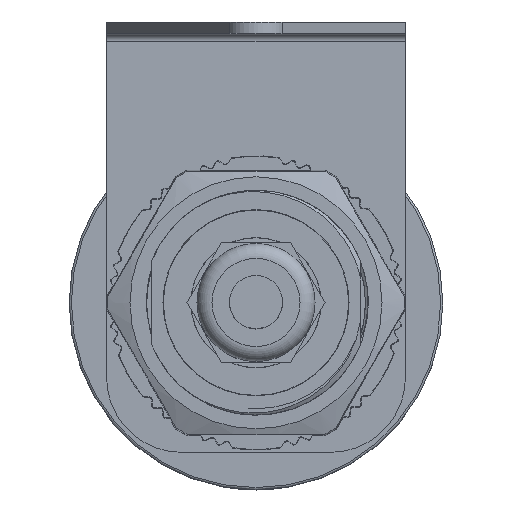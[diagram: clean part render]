
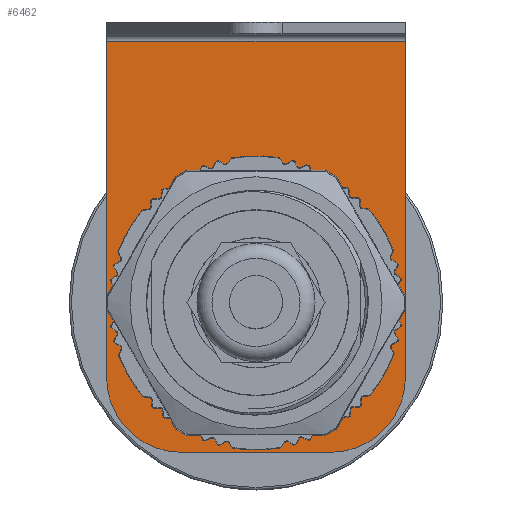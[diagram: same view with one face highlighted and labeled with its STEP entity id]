
A CAD part, top view. The second image highlights one B-rep face of the part: STEP entity #6462.
In plain terms, the highlighted planar face has unit normal (0, 0, 1).
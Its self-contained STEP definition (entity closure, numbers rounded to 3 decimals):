
#202=FACE_BOUND('',#1048,.T.);
#408=PLANE('',#6952);
#671=FACE_OUTER_BOUND('',#1047,.T.);
#1047=EDGE_LOOP('',(#5562,#5563,#5564,#5565,#5566,#5567));
#1048=EDGE_LOOP('',(#5568));
#1307=CIRCLE('',#6953,10.);
#1308=CIRCLE('',#6954,10.);
#1309=CIRCLE('',#6955,16.);
#1979=LINE('',#17788,#2445);
#1986=LINE('',#17809,#2452);
#1996=LINE('',#17859,#2462);
#1997=LINE('',#17863,#2463);
#2445=VECTOR('',#8078,1.);
#2452=VECTOR('',#8093,1.);
#2462=VECTOR('',#8147,1.);
#2463=VECTOR('',#8150,1.);
#2990=VERTEX_POINT('',#17785);
#2991=VERTEX_POINT('',#17787);
#3000=VERTEX_POINT('',#17806);
#3001=VERTEX_POINT('',#17808);
#3020=VERTEX_POINT('',#17860);
#3021=VERTEX_POINT('',#17862);
#3022=VERTEX_POINT('',#17865);
#3865=EDGE_CURVE('',#2990,#2991,#1979,.T.);
#3875=EDGE_CURVE('',#3000,#3001,#1986,.T.);
#3901=EDGE_CURVE('',#3000,#2991,#1996,.T.);
#3902=EDGE_CURVE('',#3020,#2990,#1307,.T.);
#3903=EDGE_CURVE('',#3021,#3020,#1997,.T.);
#3904=EDGE_CURVE('',#3001,#3021,#1308,.T.);
#3905=EDGE_CURVE('',#3022,#3022,#1309,.T.);
#5562=ORIENTED_EDGE('',*,*,#3875,.F.);
#5563=ORIENTED_EDGE('',*,*,#3901,.T.);
#5564=ORIENTED_EDGE('',*,*,#3865,.F.);
#5565=ORIENTED_EDGE('',*,*,#3902,.F.);
#5566=ORIENTED_EDGE('',*,*,#3903,.F.);
#5567=ORIENTED_EDGE('',*,*,#3904,.F.);
#5568=ORIENTED_EDGE('',*,*,#3905,.F.);
#6462=ADVANCED_FACE('',(#671,#202),#408,.F.);
#6952=AXIS2_PLACEMENT_3D('',#17858,#8145,#8146);
#6953=AXIS2_PLACEMENT_3D('',#17861,#8148,#8149);
#6954=AXIS2_PLACEMENT_3D('',#17864,#8151,#8152);
#6955=AXIS2_PLACEMENT_3D('',#17866,#8153,#8154);
#8078=DIRECTION('',(0.,1.,0.));
#8093=DIRECTION('',(0.,-1.,0.));
#8145=DIRECTION('center_axis',(0.,0.,-1.));
#8146=DIRECTION('ref_axis',(1.,0.,0.));
#8147=DIRECTION('',(-1.,0.,0.));
#8148=DIRECTION('center_axis',(0.,0.,-1.));
#8149=DIRECTION('ref_axis',(1.,0.,0.));
#8150=DIRECTION('',(-1.,0.,0.));
#8151=DIRECTION('center_axis',(0.,0.,-1.));
#8152=DIRECTION('ref_axis',(1.,0.,0.));
#8153=DIRECTION('center_axis',(0.,0.,1.));
#8154=DIRECTION('ref_axis',(-1.,0.,0.));
#17785=CARTESIAN_POINT('',(-20.,52.,14.537));
#17787=CARTESIAN_POINT('',(-20.,97.,14.537));
#17788=CARTESIAN_POINT('',(-20.,52.,14.537));
#17806=CARTESIAN_POINT('',(20.,97.,14.537));
#17808=CARTESIAN_POINT('',(20.,52.,14.537));
#17809=CARTESIAN_POINT('',(20.,99.5,14.537));
#17858=CARTESIAN_POINT('Origin',(10.,52.,14.537));
#17859=CARTESIAN_POINT('',(-20.,97.,14.537));
#17860=CARTESIAN_POINT('',(-10.,42.,14.537));
#17861=CARTESIAN_POINT('Origin',(-10.,52.,14.537));
#17862=CARTESIAN_POINT('',(10.,42.,14.537));
#17863=CARTESIAN_POINT('',(10.,42.,14.537));
#17864=CARTESIAN_POINT('Origin',(10.,52.,14.537));
#17865=CARTESIAN_POINT('',(-16.,62.,14.537));
#17866=CARTESIAN_POINT('Origin',(0.,62.,14.537));
